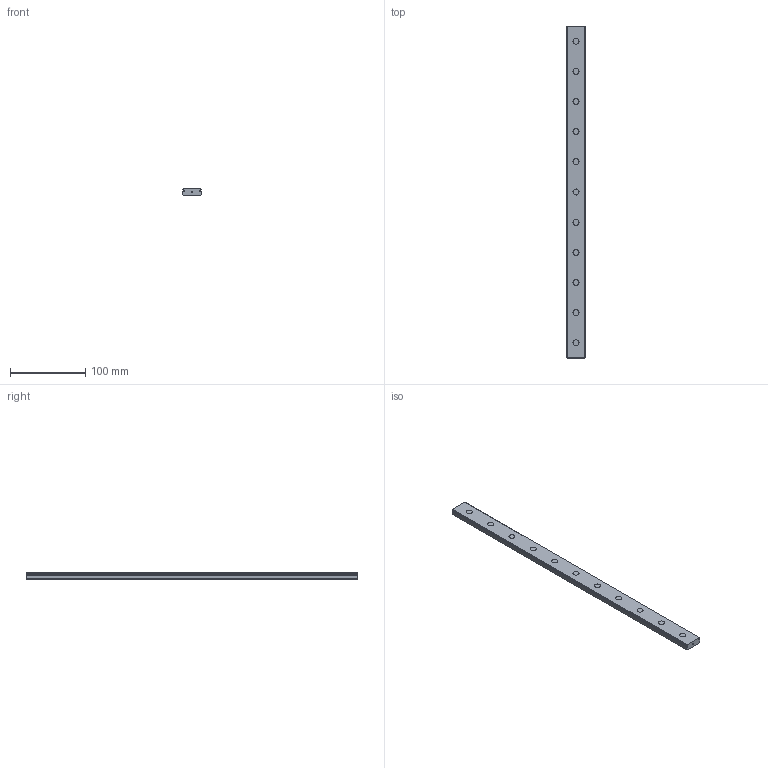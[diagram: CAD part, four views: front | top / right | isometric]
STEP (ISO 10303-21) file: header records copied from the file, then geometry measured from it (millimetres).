
FILE_DESCRIPTION(('STEP AP214'),'1');
FILE_NAME('cctmp_576D895C-386A-40A3-A455-714C8A608130_2021_02_24_09_22_39_0895..stp','2021-02-24T08:22:39',('HIWIN GmbH'),('CADClick - www.CADClick.com'),'Spatial InterOp 3D',' ','unknown authorization');
FILE_SCHEMA(('AUTOMOTIVE_DESIGN'));
Length unit declared in the file: millimetre
Products named in the file (1): MGWR12R440CM_FILE
Bounding box: 24 x 440 x 8.5 mm (x, y, z)
Volume: 84871.4 mm3; surface area: 33053.3 mm2
Topology: 1 solids, 1 shells, 194 faces, 465 edges, 310 vertices
Faces by surface type: plane 112, cylinder 82
Entity records: 7249 total; most frequent: DIRECTION 1019, CARTESIAN_POINT 970, ORIENTED_EDGE 930, EDGE_CURVE 465, AXIS2_PLACEMENT_3D 359, VERTEX_POINT 310, LINE 301, VECTOR 301
